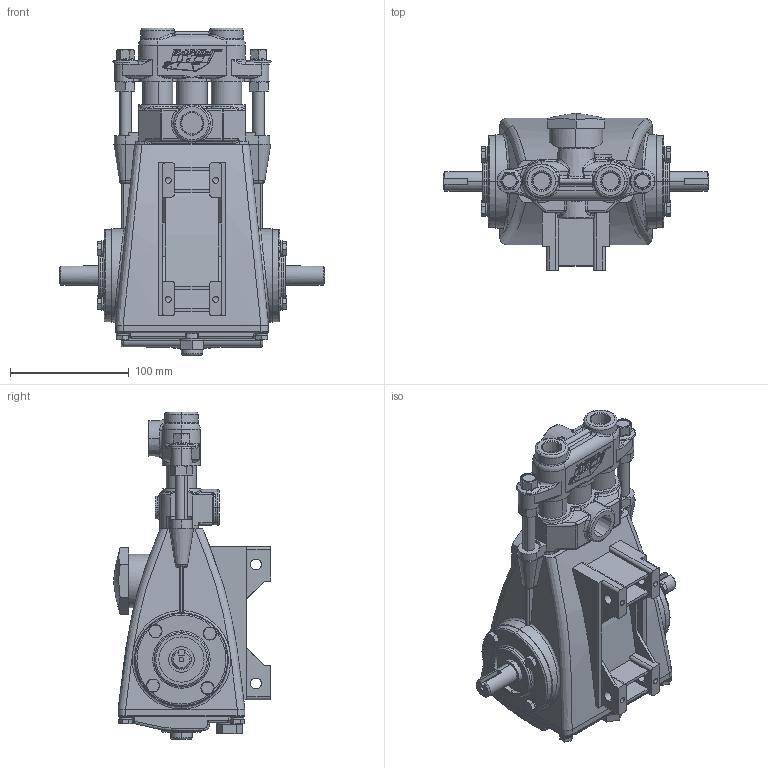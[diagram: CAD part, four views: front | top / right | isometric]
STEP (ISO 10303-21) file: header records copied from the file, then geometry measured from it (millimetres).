
FILE_DESCRIPTION (( 'STEP AP214' ), '1' );
FILE_NAME ('280.STEP', '2009-09-03T14:50:27', ( 'Mary Jo Helmbrecht' ), ( 'DDC' ), 'SwSTEP 2.0', 'SolidWorks 2009', '' );
FILE_SCHEMA (( 'AUTOMOTIVE_DESIGN' ));
Length unit declared in the file: inch
Products named in the file (7): 101802; 25128; 24459; Hex Flange Machine Screw_AM_B18.6.7M - M10 x 1.5 x 90 Indented HFMS --38N; Hex Nut Style 1_AM_B18.2.4.1M - Hex nut, Style 1,  M10 x 1.5, with 16mm WAF --D-N; 3frame_drive_end_pstn; 280
Assembly tree (10 placements, depth 2):
  280
    25128
    Hex Flange Machine Screw_AM_B18.6.7M - M10 x 1.5 x 90 Indented HFMS --38N  x2
    Hex Nut Style 1_AM_B18.2.4.1M - Hex nut, Style 1,  M10 x 1.5, with 16mm WAF --D-N  x2
    101802  x3
    24459
    3frame_drive_end_pstn
Bounding box: 223.01 x 132.08 x 275.67 mm (x, y, z)
Volume: 2066320.6 mm3; surface area: 200847.1 mm2
Topology: 10 solids, 10 shells, 1679 faces, 3944 edges, 2298 vertices
Faces by surface type: plane 665, cylinder 628, bspline 141, torus 127, cone 102, sphere 16
Entity records: 57868 total; most frequent: CARTESIAN_POINT 17493, ORIENTED_EDGE 7490, DIRECTION 7220, EDGE_CURVE 3745, AXIS2_PLACEMENT_3D 2675, VERTEX_POINT 2210, VECTOR 1870, LINE 1870
